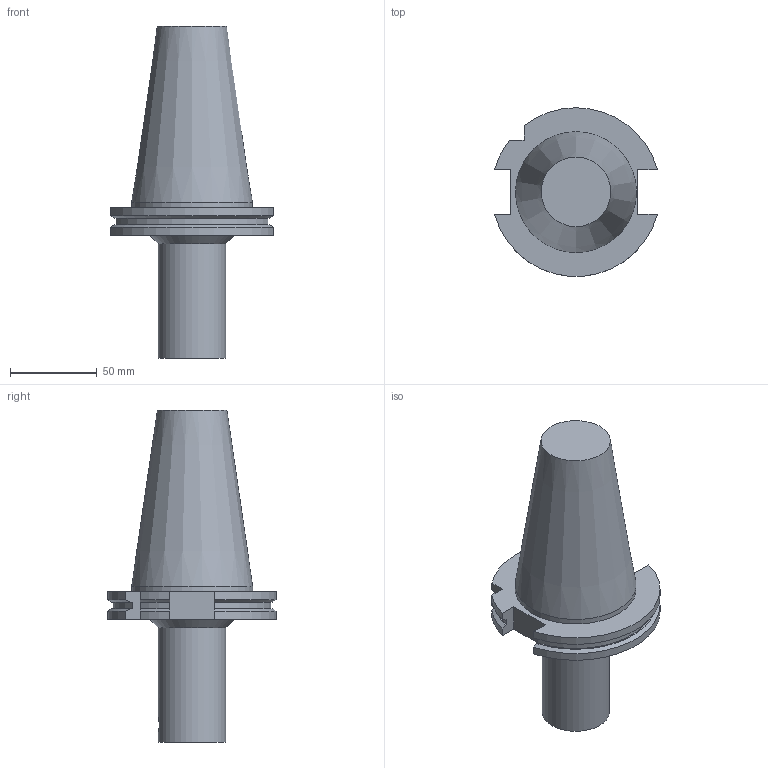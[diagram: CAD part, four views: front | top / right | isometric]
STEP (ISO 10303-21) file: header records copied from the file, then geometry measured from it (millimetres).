
FILE_DESCRIPTION((''),'1');
FILE_NAME('DV50-CKB4-90.stp','2023-09-22T01:45:39',(''),(''),'Spatial Interop R21 SP3','Kubotek KeyCreator 2011 V10.0.2 (22737)',' ');
FILE_SCHEMA(('automotive_design'));
Length unit declared in the file: millimetre
Products named in the file (1): 240[2]
Bounding box: 94.05 x 97.31 x 191.75 mm (x, y, z)
Volume: 441514 mm3; surface area: 46171.5 mm2
Topology: 1 solids, 1 shells, 41 faces, 106 edges, 70 vertices
Faces by surface type: plane 20, cylinder 13, cone 8
Full cylindrical faces by diameter (mm): 8.3 x1, 22 x1, 39 x1, 69.85 x1
Entity records: 2337 total; most frequent: CARTESIAN_POINT 363, DIRECTION 201, ORIENTED_EDGE 196, PRESENTATION_STYLE_ASSIGNMENT 182, COLOUR_RGB 182, STYLED_ITEM 140, CURVE_STYLE 140, DRAUGHTING_PRE_DEFINED_CURVE_FONT 140
